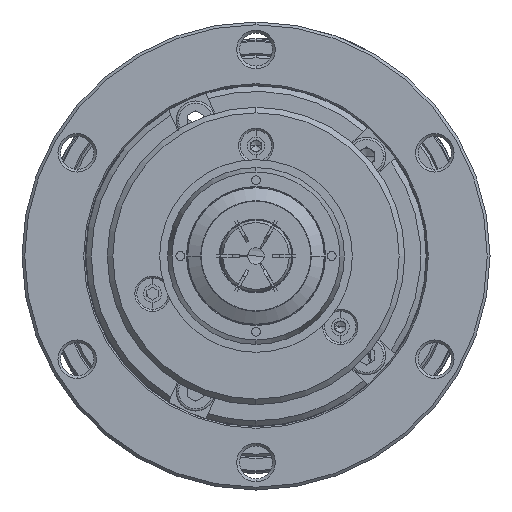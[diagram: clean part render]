
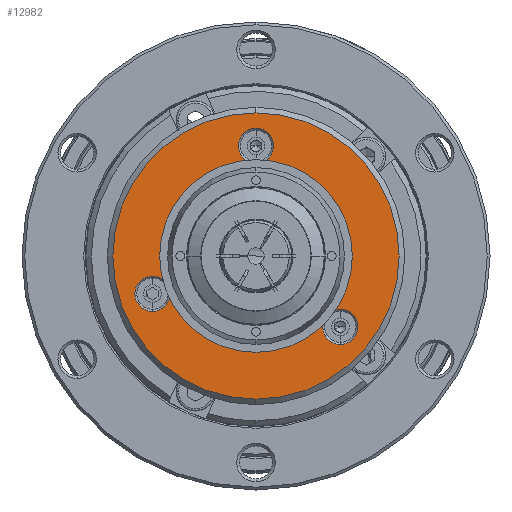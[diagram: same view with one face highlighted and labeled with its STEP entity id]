
A CAD part, left-side view. The second image highlights one B-rep face of the part: STEP entity #12982.
In plain terms, the highlighted planar face has unit normal (-1, 0, 0).
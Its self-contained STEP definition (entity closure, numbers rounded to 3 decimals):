
#28 = CIRCLE ( 'NONE', #17734, 3.2 ) ;
#1110 = AXIS2_PLACEMENT_3D ( 'NONE', #16680, #16857, #16770 ) ;
#1228 = DIRECTION ( 'NONE',  ( 0., 0., 1. ) ) ;
#1232 = DIRECTION ( 'NONE',  ( -1., 0., 0. ) ) ;
#1299 = CIRCLE ( 'NONE', #1110, 3.2 ) ;
#1320 = PLANE ( 'NONE',  #9866 ) ;
#1468 = CARTESIAN_POINT ( 'NONE',  ( 11., 27., 0. ) ) ;
#1566 = CARTESIAN_POINT ( 'NONE',  ( 11., 0., -26. ) ) ;
#2154 = CIRCLE ( 'NONE', #7348, 3.2 ) ;
#2498 = CIRCLE ( 'NONE', #8001, 15.45 ) ;
#2583 = EDGE_CURVE ( 'NONE', #8484, #5674, #15954, .T. ) ;
#2727 = EDGE_CURVE ( 'NONE', #9242, #15255, #15153, .T. ) ;
#2917 = CIRCLE ( 'NONE', #17392, 26. ) ;
#3620 = AXIS2_PLACEMENT_3D ( 'NONE', #17043, #16868, #16864 ) ;
#3743 = CIRCLE ( 'NONE', #11226, 26. ) ;
#4814 = VERTEX_POINT ( 'NONE', #14826 ) ;
#5474 = VERTEX_POINT ( 'NONE', #24239 ) ;
#5674 = VERTEX_POINT ( 'NONE', #21392 ) ;
#6405 = VERTEX_POINT ( 'NONE', #13723 ) ;
#7348 = AXIS2_PLACEMENT_3D ( 'NONE', #7782, #7765, #7763 ) ;
#7722 = EDGE_CURVE ( 'NONE', #15255, #9242, #1299, .T. ) ;
#7763 = DIRECTION ( 'NONE',  ( 0., 0., 1. ) ) ;
#7765 = DIRECTION ( 'NONE',  ( -1., 0., 0. ) ) ;
#7782 = CARTESIAN_POINT ( 'NONE',  ( 11., 0., 20. ) ) ;
#8001 = AXIS2_PLACEMENT_3D ( 'NONE', #8404, #8400, #8369 ) ;
#8177 = VERTEX_POINT ( 'NONE', #1566 ) ;
#8213 = EDGE_CURVE ( 'NONE', #4814, #5474, #28, .T. ) ;
#8359 = VERTEX_POINT ( 'NONE', #23282 ) ;
#8369 = DIRECTION ( 'NONE',  ( 0., 0., -1. ) ) ;
#8400 = DIRECTION ( 'NONE',  ( 1., 0., 0. ) ) ;
#8404 = CARTESIAN_POINT ( 'NONE',  ( 11., 0., 0. ) ) ;
#8484 = VERTEX_POINT ( 'NONE', #22388 ) ;
#9242 = VERTEX_POINT ( 'NONE', #13918 ) ;
#9498 = EDGE_CURVE ( 'NONE', #20291, #6405, #21823, .T. ) ;
#9504 = FACE_BOUND ( 'NONE', #24201, .T. ) ;
#9527 = FACE_BOUND ( 'NONE', #24294, .T. ) ;
#9550 = FACE_BOUND ( 'NONE', #23768, .T. ) ;
#9555 = FACE_OUTER_BOUND ( 'NONE', #24176, .T. ) ;
#9712 = FACE_BOUND ( 'NONE', #23578, .T. ) ;
#9866 = AXIS2_PLACEMENT_3D ( 'NONE', #1468, #1232, #1228 ) ;
#10440 = DIRECTION ( 'NONE',  ( 0., 0., -1. ) ) ;
#10463 = DIRECTION ( 'NONE',  ( 1., 0., 0. ) ) ;
#10488 = CARTESIAN_POINT ( 'NONE',  ( 11., 0., 0. ) ) ;
#11189 = AXIS2_PLACEMENT_3D ( 'NONE', #10488, #10463, #10440 ) ;
#11226 = AXIS2_PLACEMENT_3D ( 'NONE', #15499, #15470, #15448 ) ;
#11685 = ORIENTED_EDGE ( 'NONE', *, *, #14355, .T. ) ;
#11740 = ORIENTED_EDGE ( 'NONE', *, *, #20389, .T. ) ;
#12170 = ORIENTED_EDGE ( 'NONE', *, *, #7722, .F. ) ;
#12982 = ADVANCED_FACE ( 'NONE', ( #9555, #9712, #9550, #9527, #9504 ), #1320, .T. ) ;
#13151 = ORIENTED_EDGE ( 'NONE', *, *, #2727, .F. ) ;
#13466 = AXIS2_PLACEMENT_3D ( 'NONE', #14121, #14014, #13982 ) ;
#13517 = ORIENTED_EDGE ( 'NONE', *, *, #17911, .F. ) ;
#13723 = CARTESIAN_POINT ( 'NONE',  ( 11., 0., 15.45 ) ) ;
#13918 = CARTESIAN_POINT ( 'NONE',  ( 11., 18.794, -10.04 ) ) ;
#13939 = DIRECTION ( 'NONE',  ( 0., 0., 1. ) ) ;
#13960 = DIRECTION ( 'NONE',  ( -1., 0., 0. ) ) ;
#13966 = CARTESIAN_POINT ( 'NONE',  ( 11., 0., 0. ) ) ;
#13982 = DIRECTION ( 'NONE',  ( 0., 0., 1. ) ) ;
#14014 = DIRECTION ( 'NONE',  ( -1., 0., 0. ) ) ;
#14032 = ORIENTED_EDGE ( 'NONE', *, *, #8213, .F. ) ;
#14121 = CARTESIAN_POINT ( 'NONE',  ( 11., 18.794, -6.84 ) ) ;
#14355 = EDGE_CURVE ( 'NONE', #8177, #8359, #3743, .T. ) ;
#14499 = CIRCLE ( 'NONE', #20979, 3.2 ) ;
#14659 = EDGE_CURVE ( 'NONE', #6405, #20291, #2498, .T. ) ;
#14698 = EDGE_CURVE ( 'NONE', #5674, #8484, #2154, .T. ) ;
#14711 = ORIENTED_EDGE ( 'NONE', *, *, #2583, .F. ) ;
#14826 = CARTESIAN_POINT ( 'NONE',  ( 11., -15.321, -16.056 ) ) ;
#14866 = ORIENTED_EDGE ( 'NONE', *, *, #14698, .F. ) ;
#15091 = ORIENTED_EDGE ( 'NONE', *, *, #9498, .T. ) ;
#15123 = ORIENTED_EDGE ( 'NONE', *, *, #14659, .T. ) ;
#15153 = CIRCLE ( 'NONE', #13466, 3.2 ) ;
#15255 = VERTEX_POINT ( 'NONE', #22557 ) ;
#15448 = DIRECTION ( 'NONE',  ( 0., 0., 1. ) ) ;
#15470 = DIRECTION ( 'NONE',  ( -1., 0., 0. ) ) ;
#15499 = CARTESIAN_POINT ( 'NONE',  ( 11., 0., 0. ) ) ;
#15836 = CARTESIAN_POINT ( 'NONE',  ( 11., 0., -15.45 ) ) ;
#15954 = CIRCLE ( 'NONE', #3620, 3.2 ) ;
#16680 = CARTESIAN_POINT ( 'NONE',  ( 11., 18.794, -6.84 ) ) ;
#16770 = DIRECTION ( 'NONE',  ( 0., 0., 1. ) ) ;
#16857 = DIRECTION ( 'NONE',  ( -1., 0., 0. ) ) ;
#16864 = DIRECTION ( 'NONE',  ( 0., 0., 1. ) ) ;
#16868 = DIRECTION ( 'NONE',  ( -1., 0., 0. ) ) ;
#17043 = CARTESIAN_POINT ( 'NONE',  ( 11., 0., 20. ) ) ;
#17392 = AXIS2_PLACEMENT_3D ( 'NONE', #13966, #13960, #13939 ) ;
#17734 = AXIS2_PLACEMENT_3D ( 'NONE', #25272, #25250, #25245 ) ;
#17911 = EDGE_CURVE ( 'NONE', #5474, #4814, #14499, .T. ) ;
#19862 = DIRECTION ( 'NONE',  ( 0., 0., 1. ) ) ;
#19896 = DIRECTION ( 'NONE',  ( -1., 0., 0. ) ) ;
#19904 = CARTESIAN_POINT ( 'NONE',  ( 11., -15.321, -12.856 ) ) ;
#20291 = VERTEX_POINT ( 'NONE', #15836 ) ;
#20389 = EDGE_CURVE ( 'NONE', #8359, #8177, #2917, .T. ) ;
#20979 = AXIS2_PLACEMENT_3D ( 'NONE', #19904, #19896, #19862 ) ;
#21392 = CARTESIAN_POINT ( 'NONE',  ( 11., 0., 16.8 ) ) ;
#21823 = CIRCLE ( 'NONE', #11189, 15.45 ) ;
#22388 = CARTESIAN_POINT ( 'NONE',  ( 11., 0., 23.2 ) ) ;
#22557 = CARTESIAN_POINT ( 'NONE',  ( 11., 18.794, -3.64 ) ) ;
#23282 = CARTESIAN_POINT ( 'NONE',  ( 11., 0., 26. ) ) ;
#23578 = EDGE_LOOP ( 'NONE', ( #12170, #13151 ) ) ;
#23768 = EDGE_LOOP ( 'NONE', ( #13517, #14032 ) ) ;
#24176 = EDGE_LOOP ( 'NONE', ( #11685, #11740 ) ) ;
#24201 = EDGE_LOOP ( 'NONE', ( #15091, #15123 ) ) ;
#24239 = CARTESIAN_POINT ( 'NONE',  ( 11., -15.321, -9.656 ) ) ;
#24294 = EDGE_LOOP ( 'NONE', ( #14711, #14866 ) ) ;
#25245 = DIRECTION ( 'NONE',  ( 0., 0., 1. ) ) ;
#25250 = DIRECTION ( 'NONE',  ( -1., 0., 0. ) ) ;
#25272 = CARTESIAN_POINT ( 'NONE',  ( 11., -15.321, -12.856 ) ) ;
